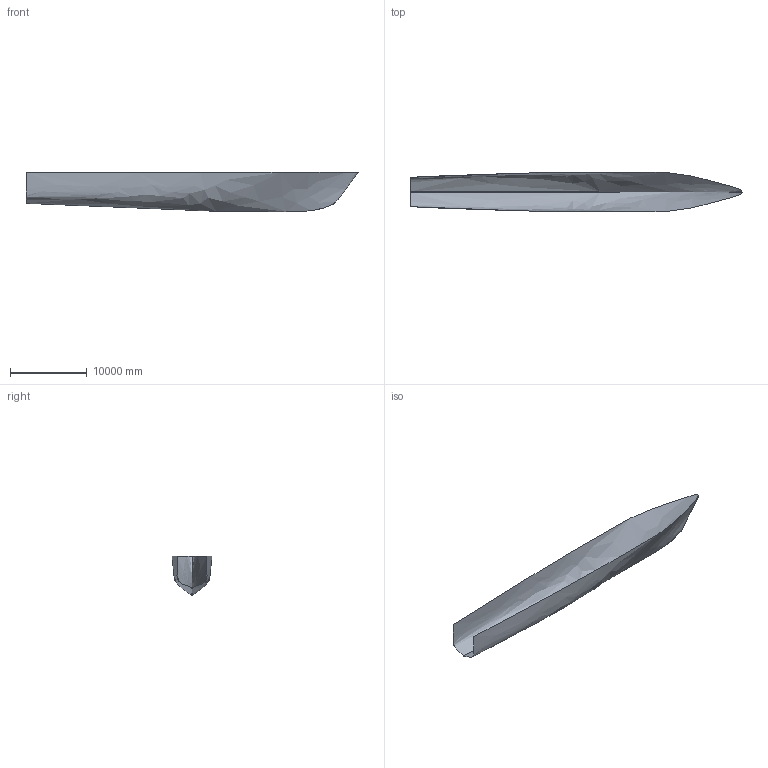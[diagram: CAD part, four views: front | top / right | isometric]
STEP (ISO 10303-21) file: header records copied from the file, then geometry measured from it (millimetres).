
FILE_DESCRIPTION(('FreeCAD Model'),'2;1');
FILE_NAME('Open CASCADE Shape Model','2025-05-03T22:32:03',('FreeCAD'),( 'FreeCAD'),'Open CASCADE STEP processor 7.6','FreeCAD','Unknown');
FILE_SCHEMA(('AUTOMOTIVE_DESIGN { 1 0 10303 214 1 1 1 1 }'));
Length unit declared in the file: millimetre
Products named in the file (1): Open CASCADE STEP translator 7.6 1
Bounding box: 43286.44 x 5184.82 x 5157.36 mm (x, y, z)
Surface area: 477283430.6 mm2 (no closed solid volume)
Topology: 0 solids, 4 shells, 4 faces, 16 edges, 14 vertices
Faces by surface type: bspline 4
Entity records: 426 total; most frequent: CARTESIAN_POINT 331, ORIENTED_EDGE 14, EDGE_CURVE 14, VERTEX_POINT 14, B_SPLINE_CURVE_WITH_KNOTS 14, SHELL_BASED_SURFACE_MODEL 4, OPEN_SHELL 4, ADVANCED_FACE 4
